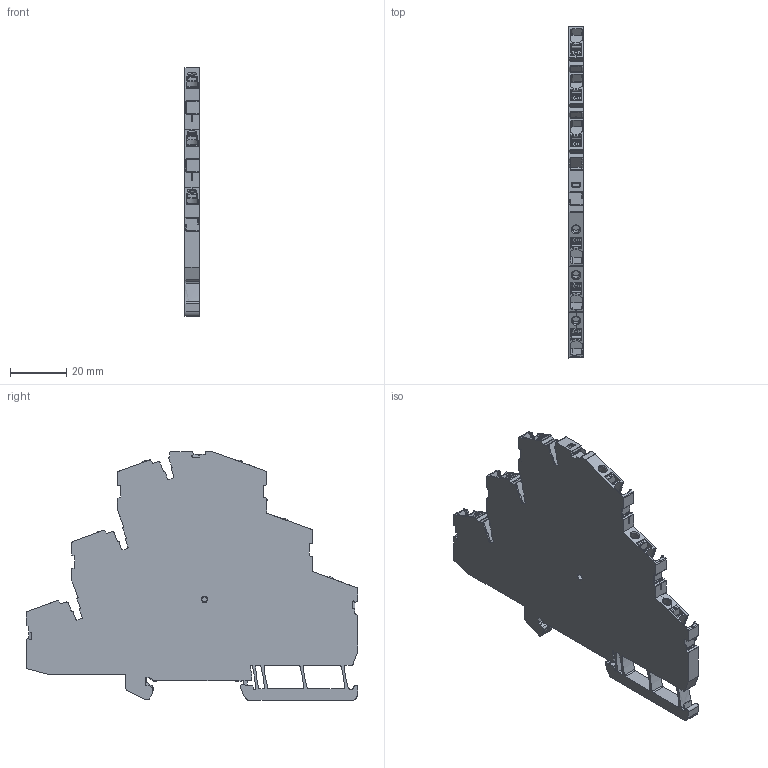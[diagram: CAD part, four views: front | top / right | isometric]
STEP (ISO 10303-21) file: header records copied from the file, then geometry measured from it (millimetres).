
FILE_DESCRIPTION(('CATIA V5 STEP Exchange','CAx-IF Rec.Pracs.--- Model Styling and Organization---1.5--- 2016-08-15','CAx-IF Rec.Pracs.---Supplemental Geometry---1.0---2011-11-01','CAx-IF Rec.Pracs.--- Composite Materials ---1.1---2010-07-15'),'2;1');
FILE_NAME ('1482441-3_0', '2024-10-22T11:13:30+00:00', ('none'), ('Weidmueller'), 'CATIA Version 5-6 Release 2022 SP4 HF5', 'CATIA V5 STEP AP214 v3', 'none');
FILE_SCHEMA(('AUTOMOTIVE_DESIGN { 1 0 10303 214 1 1 1 1 }'));
Products named in the file (1): 2902560000
Bounding box: 5.1 x 118.39 x 88.75 mm (x, y, z)
Volume: 33384.8 mm3; surface area: 18206.3 mm2
Topology: 1 solids, 3 shells, 1365 faces, 3777 edges, 2441 vertices
Faces by surface type: cylinder 579, plane 559, extrusion 118, bspline 60, torus 40, cone 6, sphere 3
Entity records: 49958 total; most frequent: CARTESIAN_POINT 15501, ORIENTED_EDGE 7550, DIRECTION 5530, EDGE_CURVE 3775, VECTOR 2447, VERTEX_POINT 2441, LINE 2329, AXIS2_PLACEMENT_3D 2020
